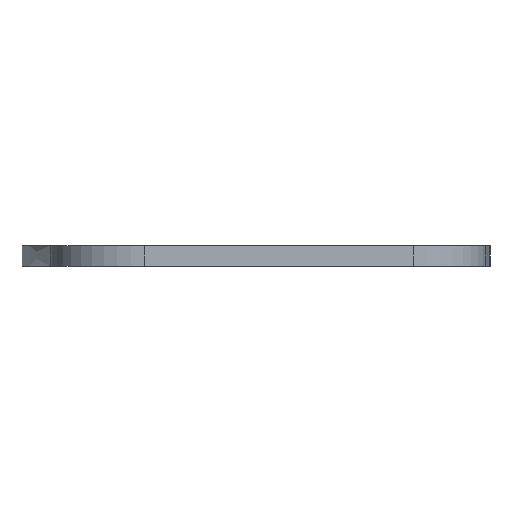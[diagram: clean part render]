
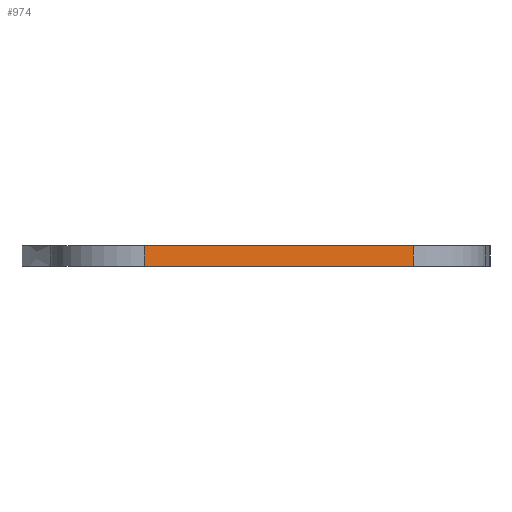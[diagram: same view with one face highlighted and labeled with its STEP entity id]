
A CAD part, left-side view. The second image highlights one B-rep face of the part: STEP entity #974.
In plain terms, the highlighted planar face has unit normal (-0.991, -0.132, 0).
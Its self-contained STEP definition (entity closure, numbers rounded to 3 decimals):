
#844=CARTESIAN_POINT('Cartesian Point',(-179.779,-50.099,2.5)) ;
#851=CARTESIAN_POINT('Cartesian Point',(-179.779,-50.099,-2.5)) ;
#854=CARTESIAN_POINT('Line Origine',(-179.779,-50.099,0.)) ;
#944=CARTESIAN_POINT('Axis2P3D Location',(-185.382,-8.067,0.)) ;
#949=CARTESIAN_POINT('Line Origine',(-175.59,-81.521,2.5)) ;
#953=CARTESIAN_POINT('Cartesian Point',(-171.179,-114.612,2.5)) ;
#956=CARTESIAN_POINT('Line Origine',(-175.59,-81.521,-2.5)) ;
#960=CARTESIAN_POINT('Cartesian Point',(-171.179,-114.612,-2.5)) ;
#963=CARTESIAN_POINT('Line Origine',(-171.179,-114.612,0.)) ;
#855=DIRECTION('Vector Direction',(0.,0.,-1.)) ;
#945=DIRECTION('Axis2P3D Direction',(-0.991,-0.132,0.)) ;
#946=DIRECTION('Axis2P3D XDirection',(0.132,-0.991,0.)) ;
#950=DIRECTION('Vector Direction',(0.132,-0.991,0.)) ;
#957=DIRECTION('Vector Direction',(0.132,-0.991,0.)) ;
#964=DIRECTION('Vector Direction',(0.,0.,1.)) ;
#947=AXIS2_PLACEMENT_3D('Plane Axis2P3D',#944,#945,#946) ;
#969=ORIENTED_EDGE('Oriented Edge',*,*,#955,.F.) ;
#970=ORIENTED_EDGE('Oriented Edge',*,*,#858,.F.) ;
#971=ORIENTED_EDGE('Oriented Edge',*,*,#962,.T.) ;
#972=ORIENTED_EDGE('Oriented Edge',*,*,#967,.T.) ;
#856=VECTOR('Line Direction',#855,1.) ;
#951=VECTOR('Line Direction',#950,1.) ;
#958=VECTOR('Line Direction',#957,1.) ;
#965=VECTOR('Line Direction',#964,1.) ;
#974=ADVANCED_FACE('',(#973),#948,.T.) ;
#858=EDGE_CURVE('',#852,#845,#857,.F.) ;
#955=EDGE_CURVE('',#845,#954,#952,.T.) ;
#962=EDGE_CURVE('',#852,#961,#959,.T.) ;
#967=EDGE_CURVE('',#961,#954,#966,.T.) ;
#968=EDGE_LOOP('Oriented Loop',(#969,#970,#971,#972)) ;
#973=FACE_OUTER_BOUND('Face Bound',#968,.T.) ;
#857=LINE('Line',#854,#856) ;
#952=LINE('Line',#949,#951) ;
#959=LINE('Line',#956,#958) ;
#966=LINE('Line',#963,#965) ;
#948=PLANE('Plane',#947) ;
#845=VERTEX_POINT('Vertex Point',#844) ;
#852=VERTEX_POINT('Vertex Point',#851) ;
#954=VERTEX_POINT('Vertex Point',#953) ;
#961=VERTEX_POINT('Vertex Point',#960) ;
